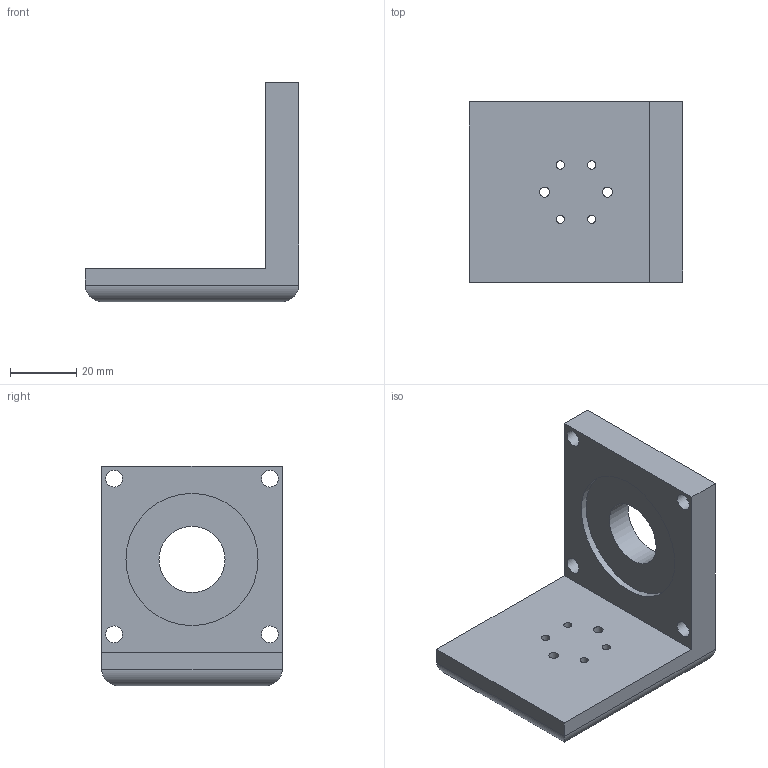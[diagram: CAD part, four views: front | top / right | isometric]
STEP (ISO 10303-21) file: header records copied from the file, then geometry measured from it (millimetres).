
FILE_DESCRIPTION(/* description */ ('STEP AP242','CAx-IF Rec.Pracs.---Representation and Presentation of Product Manufacturing Information (PMI)---4.0---2014-10-13','CAx-IF Rec.Pracs.---3D Tessellated Geometry---0.4---2014-09-14','2;1'),/* implementation_level */ '2;1');
FILE_NAME(/* name */ '676911e6642a3c222765c917',/* time_stamp */ '2024-12-23T07:31:50Z',/* author */ (''),/* organization */ (''),/* preprocessor_version */ 'ST-DEVELOPER v20',/* originating_system */ 'ONSHAPE BY PTC INC, 1.191',/* authorisation */ ' ');
FILE_SCHEMA (('AP242_MANAGED_MODEL_BASED_3D_ENGINEERING_MIM_LF { 1 0 10303 442 1 1 4 }'));
Length unit declared in the file: metre
Products named in the file (1): Part 1
Bounding box: 64.6 x 54.6 x 66.4 mm (x, y, z)
Volume: 58653.5 mm3; surface area: 17237.7 mm2
Topology: 1 solids, 1 shells, 25 faces, 62 edges, 40 vertices
Faces by surface type: cylinder 16, plane 9
Full cylindrical faces by diameter (mm): 2.5 x4, 3 x2, 5.1 x4, 20 x1, 40 x1
Entity records: 758 total; most frequent: DIRECTION 130, CARTESIAN_POINT 116, ORIENTED_EDGE 100, EDGE_LOOP 60, FACE_BOUND 60, AXIS2_PLACEMENT_3D 54, EDGE_CURVE 50, VERTEX_POINT 40
